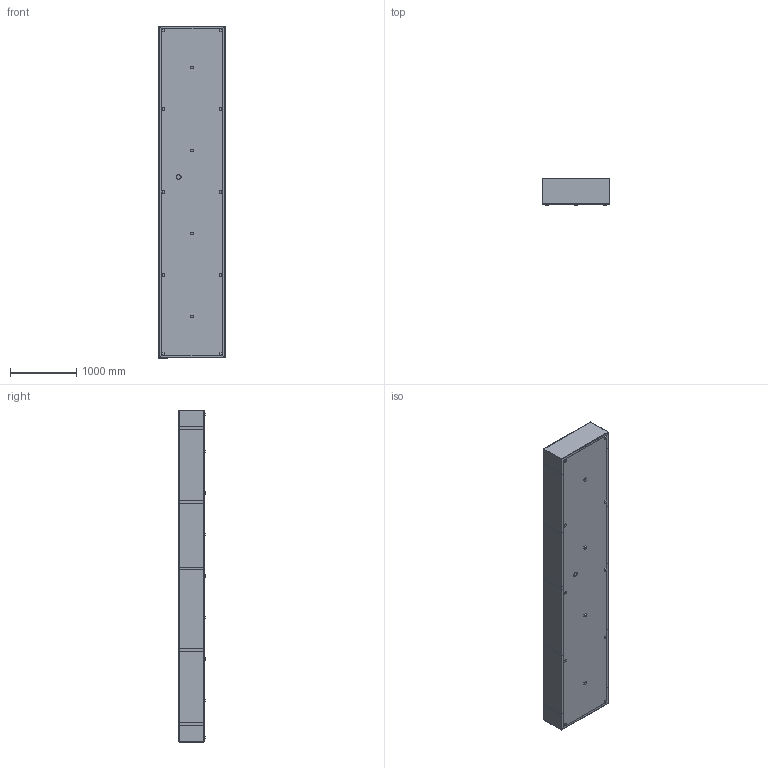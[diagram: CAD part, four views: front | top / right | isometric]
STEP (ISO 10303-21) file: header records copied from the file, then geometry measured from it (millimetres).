
FILE_DESCRIPTION (( 'STEP AP203' ), '1' );
FILE_NAME ('AB2.. 5000x1000x400.STEP', '2022-05-17T14:33:03', ( '' ), ( '' ), 'SwSTEP 2.0', 'SolidWorks 2021', '' );
FILE_SCHEMA (( 'CONFIG_CONTROL_DESIGN' ));
Length unit declared in the file: millimetre
Products named in the file (17): AB2..-Feet; AB2.. Base; AB2.. 5000x1000x400; AB2..-Reinforcement H; AB2..-pipe cover; AB2..-Reinforcement Wall; AB2..-Cover frame_Default<As Machined>; AB2..-Ring top; AB2..-Bottom 1; -AB2.. Cover and Cover frame; AB2..-Side; AB2..-Side 2; AB2..-pipe; AB2..-Frame reinf.; AB2..-Cover; AB2..-Feet NH; AB2..-Frame reinf. total
Assembly tree (47 placements, depth 4):
  AB2.. 5000x1000x400
    AB2.. Base
      AB2..-Bottom 1
      AB2..-Side  x2
      AB2..-pipe
      AB2..-Feet  x4
      AB2..-Feet NH  x10
      AB2..-Side 2  x2
      AB2..-Reinforcement Wall  x10
      AB2..-Reinforcement H  x5
    -AB2.. Cover and Cover frame
      AB2..-Cover
      AB2..-Cover frame_Default<As Machined>
      AB2..-Frame reinf. total  x5
        AB2..-pipe cover
        AB2..-Ring top
        AB2..-Frame reinf.
Bounding box: 1000 x 400 x 5000 mm (x, y, z)
Volume: 57136755.2 mm3; surface area: 38346147.9 mm2
Topology: 59 solids, 59 shells, 1721 faces, 3943 edges, 2340 vertices
Faces by surface type: plane 1099, cylinder 478, bspline 144
Entity records: 19334 total; most frequent: CARTESIAN_POINT 4819, ORIENTED_EDGE 2478, DIRECTION 2391, EDGE_CURVE 1239, LINE 855, VECTOR 855, AXIS2_PLACEMENT_3D 768, VERTEX_POINT 764
